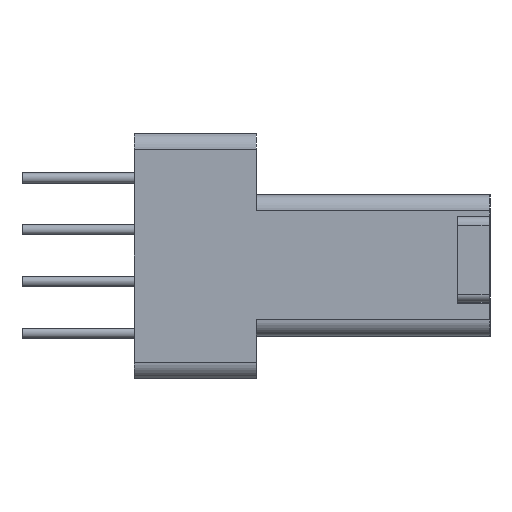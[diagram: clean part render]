
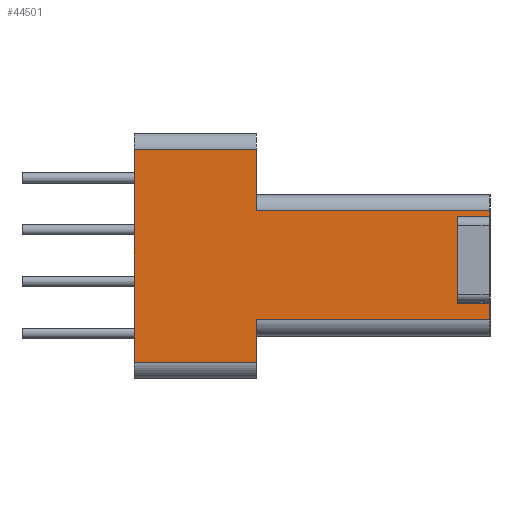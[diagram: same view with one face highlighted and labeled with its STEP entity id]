
A CAD part, left-side view. The second image highlights one B-rep face of the part: STEP entity #44501.
In plain terms, the highlighted planar face has unit normal (-1, 0, 0).
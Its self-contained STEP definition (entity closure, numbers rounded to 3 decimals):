
#213 = VERTEX_POINT ( 'NONE', #29938 ) ;
#241 = FACE_OUTER_BOUND ( 'NONE', #34424, .T. ) ;
#467 = CARTESIAN_POINT ( 'NONE',  ( -7.355, -5.74, 0. ) ) ;
#770 = LINE ( 'NONE', #33716, #46210 ) ;
#1454 = DIRECTION ( 'NONE',  ( 0., -1., 0. ) ) ;
#1496 = CARTESIAN_POINT ( 'NONE',  ( -7.355, 0., 1.1 ) ) ;
#1621 = EDGE_CURVE ( 'NONE', #41396, #19436, #32838, .T. ) ;
#2882 = CARTESIAN_POINT ( 'NONE',  ( -7.355, 0., -3.08 ) ) ;
#3018 = EDGE_CURVE ( 'NONE', #20868, #7205, #33596, .T. ) ;
#4613 = ORIENTED_EDGE ( 'NONE', *, *, #29442, .F. ) ;
#5473 = VECTOR ( 'NONE', #43988, 1000. ) ;
#5542 = LINE ( 'NONE', #19920, #37483 ) ;
#6186 = VERTEX_POINT ( 'NONE', #44548 ) ;
#6270 = VERTEX_POINT ( 'NONE', #16938 ) ;
#6276 = LINE ( 'NONE', #31446, #39145 ) ;
#6621 = VECTOR ( 'NONE', #28672, 1000. ) ;
#6861 = DIRECTION ( 'NONE',  ( 1., 0., 0. ) ) ;
#7205 = VERTEX_POINT ( 'NONE', #32496 ) ;
#7887 = LINE ( 'NONE', #40613, #35440 ) ;
#8299 = LINE ( 'NONE', #30642, #45967 ) ;
#9938 = VERTEX_POINT ( 'NONE', #30726 ) ;
#10610 = AXIS2_PLACEMENT_3D ( 'NONE', #467, #6861, #39338 ) ;
#11184 = DIRECTION ( 'NONE',  ( 0., 0., 1. ) ) ;
#11823 = EDGE_CURVE ( 'NONE', #6270, #24139, #6276, .T. ) ;
#12003 = ORIENTED_EDGE ( 'NONE', *, *, #22395, .F. ) ;
#12112 = LINE ( 'NONE', #1496, #24901 ) ;
#12160 = EDGE_CURVE ( 'NONE', #14073, #19436, #8299, .T. ) ;
#12855 = ORIENTED_EDGE ( 'NONE', *, *, #1621, .F. ) ;
#12941 = DIRECTION ( 'NONE',  ( 0., -1., 0. ) ) ;
#13732 = CARTESIAN_POINT ( 'NONE',  ( -7.355, -5.74, -2.67 ) ) ;
#14073 = VERTEX_POINT ( 'NONE', #31812 ) ;
#16435 = EDGE_CURVE ( 'NONE', #9938, #213, #26216, .T. ) ;
#16466 = CARTESIAN_POINT ( 'NONE',  ( -7.355, -4.94, -2.67 ) ) ;
#16600 = CARTESIAN_POINT ( 'NONE',  ( -7.355, -5.74, -0.4 ) ) ;
#16889 = DIRECTION ( 'NONE',  ( 0., -1., 0. ) ) ;
#16938 = CARTESIAN_POINT ( 'NONE',  ( -7.355, 3., -4.12 ) ) ;
#19386 = ORIENTED_EDGE ( 'NONE', *, *, #31782, .F. ) ;
#19436 = VERTEX_POINT ( 'NONE', #42490 ) ;
#19662 = EDGE_CURVE ( 'NONE', #34692, #7205, #770, .T. ) ;
#19920 = CARTESIAN_POINT ( 'NONE',  ( -7.355, -4.94, -0.53 ) ) ;
#20347 = VECTOR ( 'NONE', #12941, 1000. ) ;
#20868 = VERTEX_POINT ( 'NONE', #13732 ) ;
#21610 = LINE ( 'NONE', #31979, #6621 ) ;
#22064 = CARTESIAN_POINT ( 'NONE',  ( -7.355, 0., -4.12 ) ) ;
#22395 = EDGE_CURVE ( 'NONE', #38795, #213, #27290, .T. ) ;
#22484 = ORIENTED_EDGE ( 'NONE', *, *, #12160, .T. ) ;
#23092 = CARTESIAN_POINT ( 'NONE',  ( -7.355, 3., 1.1 ) ) ;
#24139 = VERTEX_POINT ( 'NONE', #22064 ) ;
#24901 = VECTOR ( 'NONE', #41552, 1000. ) ;
#25330 = CARTESIAN_POINT ( 'NONE',  ( -7.355, -5.74, 0. ) ) ;
#25769 = CARTESIAN_POINT ( 'NONE',  ( -7.355, 0., 1.1 ) ) ;
#25813 = DIRECTION ( 'NONE',  ( 0., 0., -1. ) ) ;
#26216 = LINE ( 'NONE', #25769, #32344 ) ;
#27290 = LINE ( 'NONE', #45654, #28483 ) ;
#27737 = DIRECTION ( 'NONE',  ( 0., -1., 0. ) ) ;
#28483 = VECTOR ( 'NONE', #27737, 1000. ) ;
#28672 = DIRECTION ( 'NONE',  ( 0., 1., 0. ) ) ;
#28961 = PLANE ( 'NONE',  #10610 ) ;
#29143 = ORIENTED_EDGE ( 'NONE', *, *, #16435, .T. ) ;
#29442 = EDGE_CURVE ( 'NONE', #6186, #20868, #38585, .T. ) ;
#29938 = CARTESIAN_POINT ( 'NONE',  ( -7.355, 0., 1.1 ) ) ;
#30642 = CARTESIAN_POINT ( 'NONE',  ( -7.355, -4.94, -0.53 ) ) ;
#30726 = CARTESIAN_POINT ( 'NONE',  ( -7.355, 0., -0.4 ) ) ;
#30816 = EDGE_CURVE ( 'NONE', #6270, #38795, #7887, .T. ) ;
#31446 = CARTESIAN_POINT ( 'NONE',  ( -7.355, 3., -4.12 ) ) ;
#31782 = EDGE_CURVE ( 'NONE', #14073, #6186, #5542, .T. ) ;
#31812 = CARTESIAN_POINT ( 'NONE',  ( -7.355, -4.94, -0.53 ) ) ;
#31979 = CARTESIAN_POINT ( 'NONE',  ( -7.355, -5.74, -0.4 ) ) ;
#32344 = VECTOR ( 'NONE', #33274, 1000. ) ;
#32398 = ORIENTED_EDGE ( 'NONE', *, *, #37348, .T. ) ;
#32496 = CARTESIAN_POINT ( 'NONE',  ( -7.355, -5.74, -3.08 ) ) ;
#32838 = LINE ( 'NONE', #25330, #39279 ) ;
#33274 = DIRECTION ( 'NONE',  ( 0., 0., 1. ) ) ;
#33596 = LINE ( 'NONE', #40682, #5473 ) ;
#33716 = CARTESIAN_POINT ( 'NONE',  ( -7.355, -5.74, -3.08 ) ) ;
#34424 = EDGE_LOOP ( 'NONE', ( #19386, #22484, #12855, #32398, #29143, #12003, #36662, #42066, #35109, #45938, #46433, #4613 ) ) ;
#34692 = VERTEX_POINT ( 'NONE', #2882 ) ;
#35109 = ORIENTED_EDGE ( 'NONE', *, *, #36798, .T. ) ;
#35440 = VECTOR ( 'NONE', #11184, 1000. ) ;
#36662 = ORIENTED_EDGE ( 'NONE', *, *, #30816, .F. ) ;
#36798 = EDGE_CURVE ( 'NONE', #24139, #34692, #12112, .T. ) ;
#37348 = EDGE_CURVE ( 'NONE', #41396, #9938, #21610, .T. ) ;
#37476 = DIRECTION ( 'NONE',  ( 0., -1., 0. ) ) ;
#37483 = VECTOR ( 'NONE', #43938, 1000. ) ;
#38585 = LINE ( 'NONE', #16466, #20347 ) ;
#38795 = VERTEX_POINT ( 'NONE', #23092 ) ;
#39145 = VECTOR ( 'NONE', #16889, 1000. ) ;
#39279 = VECTOR ( 'NONE', #25813, 1000. ) ;
#39338 = DIRECTION ( 'NONE',  ( 0., 0., 1. ) ) ;
#40613 = CARTESIAN_POINT ( 'NONE',  ( -7.355, 3., 1.1 ) ) ;
#40682 = CARTESIAN_POINT ( 'NONE',  ( -7.355, -5.74, 0. ) ) ;
#41396 = VERTEX_POINT ( 'NONE', #16600 ) ;
#41552 = DIRECTION ( 'NONE',  ( 0., 0., 1. ) ) ;
#42066 = ORIENTED_EDGE ( 'NONE', *, *, #11823, .T. ) ;
#42490 = CARTESIAN_POINT ( 'NONE',  ( -7.355, -5.74, -0.53 ) ) ;
#43938 = DIRECTION ( 'NONE',  ( 0., 0., -1. ) ) ;
#43988 = DIRECTION ( 'NONE',  ( 0., 0., -1. ) ) ;
#44501 = ADVANCED_FACE ( 'NONE', ( #241 ), #28961, .F. ) ;
#44548 = CARTESIAN_POINT ( 'NONE',  ( -7.355, -4.94, -2.67 ) ) ;
#45654 = CARTESIAN_POINT ( 'NONE',  ( -7.355, 3., 1.1 ) ) ;
#45938 = ORIENTED_EDGE ( 'NONE', *, *, #19662, .T. ) ;
#45967 = VECTOR ( 'NONE', #1454, 1000. ) ;
#46210 = VECTOR ( 'NONE', #37476, 1000. ) ;
#46433 = ORIENTED_EDGE ( 'NONE', *, *, #3018, .F. ) ;
